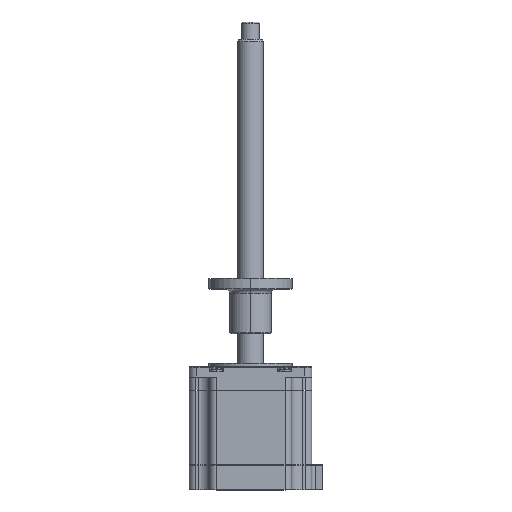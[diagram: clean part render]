
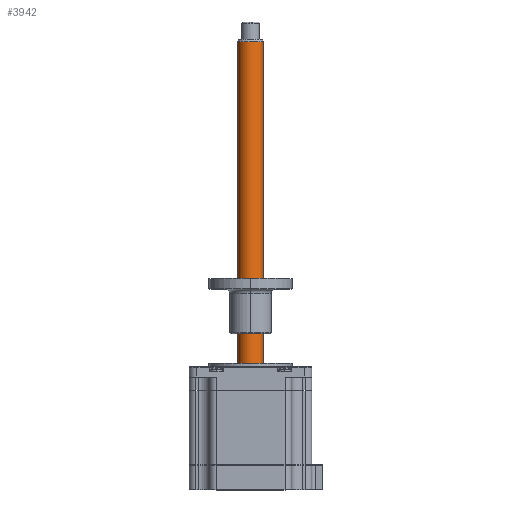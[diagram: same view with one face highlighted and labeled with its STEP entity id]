
A CAD part, top view. The second image highlights one B-rep face of the part: STEP entity #3942.
In plain terms, the highlighted cylindrical face has radius 6 mm (diameter 12 mm), a partial arc.
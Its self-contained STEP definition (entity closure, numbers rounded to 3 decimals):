
#243 = DIRECTION ( 'NONE',  ( 0., -1., 0. ) ) ;
#586 = CYLINDRICAL_SURFACE ( 'NONE', #9940, 6. ) ;
#932 = DIRECTION ( 'NONE',  ( 0., -1., 0. ) ) ;
#984 = CARTESIAN_POINT ( 'NONE',  ( -17.293, 159.999, 33.35 ) ) ;
#1115 = CARTESIAN_POINT ( 'NONE',  ( -17.293, 9.999, 33.35 ) ) ;
#1447 = CARTESIAN_POINT ( 'NONE',  ( -11.33, 158.999, 34.02 ) ) ;
#2054 = ORIENTED_EDGE ( 'NONE', *, *, #4072, .F. ) ;
#2197 = DIRECTION ( 'NONE',  ( -0.994, 0., -0.112 ) ) ;
#2215 = DIRECTION ( 'NONE',  ( 0., -1., 0. ) ) ;
#2261 = CARTESIAN_POINT ( 'NONE',  ( -23.255, 159.999, 32.68 ) ) ;
#2980 = EDGE_CURVE ( 'NONE', #13044, #9949, #4102, .T. ) ;
#3626 = CARTESIAN_POINT ( 'NONE',  ( -23.255, 9.999, 32.68 ) ) ;
#3676 = VERTEX_POINT ( 'NONE', #3626 ) ;
#3942 = ADVANCED_FACE ( 'NONE', ( #11974 ), #586, .T. ) ;
#4072 = EDGE_CURVE ( 'NONE', #13044, #6890, #7637, .T. ) ;
#4102 = CIRCLE ( 'NONE', #5854, 6. ) ;
#4568 = VECTOR ( 'NONE', #243, 1000. ) ;
#4741 = LINE ( 'NONE', #2261, #12586 ) ;
#5078 = ORIENTED_EDGE ( 'NONE', *, *, #7766, .T. ) ;
#5502 = CARTESIAN_POINT ( 'NONE',  ( -17.293, 158.999, 33.35 ) ) ;
#5854 = AXIS2_PLACEMENT_3D ( 'NONE', #5502, #12663, #6505 ) ;
#6080 = CIRCLE ( 'NONE', #6115, 6. ) ;
#6115 = AXIS2_PLACEMENT_3D ( 'NONE', #1115, #8416, #2197 ) ;
#6505 = DIRECTION ( 'NONE',  ( 0.994, 0., 0.112 ) ) ;
#6508 = CARTESIAN_POINT ( 'NONE',  ( -11.33, 159.999, 34.02 ) ) ;
#6890 = VERTEX_POINT ( 'NONE', #6977 ) ;
#6977 = CARTESIAN_POINT ( 'NONE',  ( -11.33, 9.999, 34.02 ) ) ;
#7088 = ORIENTED_EDGE ( 'NONE', *, *, #2980, .T. ) ;
#7637 = LINE ( 'NONE', #6508, #4568 ) ;
#7766 = EDGE_CURVE ( 'NONE', #9949, #3676, #4741, .T. ) ;
#8305 = DIRECTION ( 'NONE',  ( -0.994, 0., -0.112 ) ) ;
#8416 = DIRECTION ( 'NONE',  ( 0., -1., 0. ) ) ;
#9940 = AXIS2_PLACEMENT_3D ( 'NONE', #984, #932, #8305 ) ;
#9949 = VERTEX_POINT ( 'NONE', #12360 ) ;
#10901 = EDGE_CURVE ( 'NONE', #6890, #3676, #6080, .T. ) ;
#11974 = FACE_OUTER_BOUND ( 'NONE', #12891, .T. ) ;
#12360 = CARTESIAN_POINT ( 'NONE',  ( -23.255, 158.999, 32.68 ) ) ;
#12586 = VECTOR ( 'NONE', #2215, 1000. ) ;
#12663 = DIRECTION ( 'NONE',  ( 0., -1., 0. ) ) ;
#12891 = EDGE_LOOP ( 'NONE', ( #2054, #7088, #5078, #13016 ) ) ;
#13016 = ORIENTED_EDGE ( 'NONE', *, *, #10901, .F. ) ;
#13044 = VERTEX_POINT ( 'NONE', #1447 ) ;
